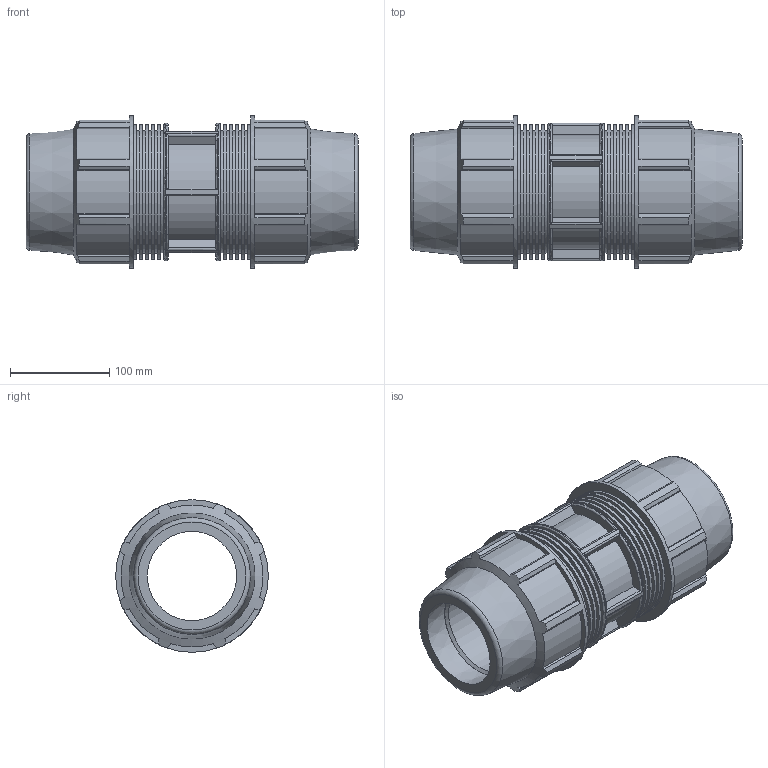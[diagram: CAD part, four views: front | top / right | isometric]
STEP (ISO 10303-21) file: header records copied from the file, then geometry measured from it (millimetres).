
FILE_DESCRIPTION(/* description */ ('PLASSON REPAIR COUPLER 90'),/* implementation_level */ '2;1');
FILE_NAME(/* name */ '0761060900A.ipt.stp',/* time_stamp */ '2017-06-08T04:13:48+03:00',/* author */ ('KIM'),/* organization */ (''),/* preprocessor_version */ 'ST-DEVELOPER v15.6',/* originating_system */ 'Autodesk Inventor 2015',/* authorisation */ '');
FILE_SCHEMA (('AUTOMOTIVE_DESIGN { 1 0 10303 214 3 1 1 }'));
Length unit declared in the file: millimetre
Products named in the file (1): 0761060900A
Bounding box: 335 x 154 x 154 mm (x, y, z)
Volume: 2440475.4 mm3; surface area: 331278.9 mm2
Topology: 1 solids, 1 shells, 212 faces, 540 edges, 359 vertices
Faces by surface type: plane 130, cylinder 58, torus 16, cone 8
Full cylindrical faces by diameter (mm): 90 x1, 123.2 x10, 135.828 x10, 138.6 x1, 154 x2
Entity records: 6632 total; most frequent: CARTESIAN_POINT 1501, DIRECTION 998, ORIENTED_EDGE 984, EDGE_CURVE 492, AXIS2_PLACEMENT_3D 373, VERTEX_POINT 348, EDGE_LOOP 280, LINE 252
